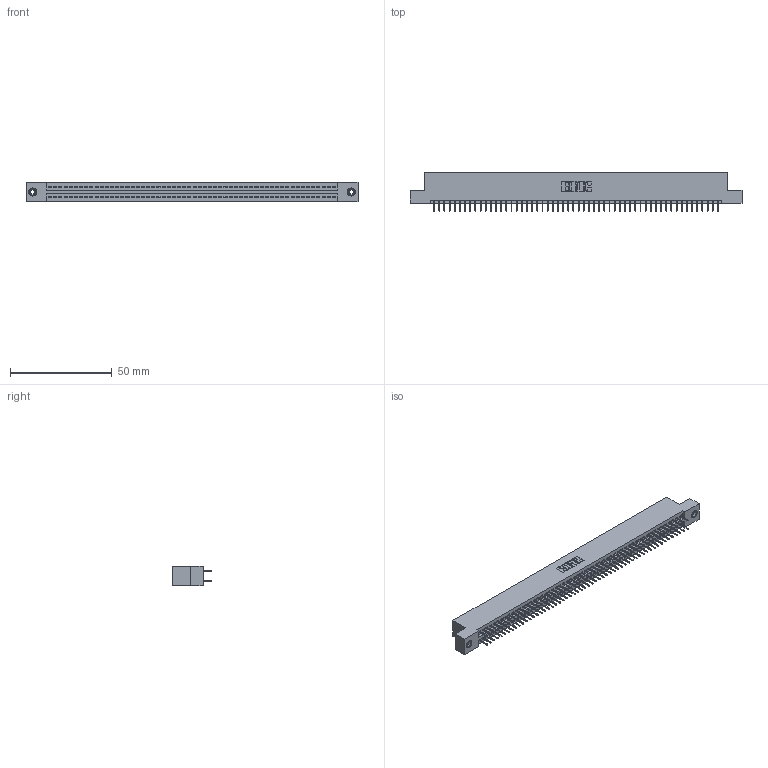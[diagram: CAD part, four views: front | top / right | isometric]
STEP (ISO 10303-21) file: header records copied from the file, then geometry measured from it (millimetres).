
FILE_DESCRIPTION (( 'STEP AP203' ), '1' );
FILE_NAME ('345-112-524-208.STEP', '2019-11-04T20:57:25', ( '' ), ( '' ), 'SwSTEP 2.0', 'SolidWorks 2016', '' );
FILE_SCHEMA (( 'CONFIG_CONTROL_DESIGN' ));
Length unit declared in the file: inch
Products named in the file (4): 345 Part_Flush Mounting Lugs - 0.156 Dia-TI; 345-292-001_345-293-124; 345-250-001_345-250-003-102; 345-112-524-208
Assembly tree (115 placements, depth 2):
  345-112-524-208
    345 Part_Flush Mounting Lugs - 0.156 Dia-TI
    345-292-001_345-293-124  x112
    345-250-001_345-250-003-102  x2
Bounding box: 163.45 x 19.35 x 9.4 mm (x, y, z)
Volume: 15831.5 mm3; surface area: 23238.8 mm2
Topology: 115 solids, 115 shells, 6234 faces, 17613 edges, 11286 vertices
Faces by surface type: plane 4480, cylinder 1738, cone 12, torus 4
Entity records: 43314 total; most frequent: CARTESIAN_POINT 7227, ORIENTED_EDGE 7154, DIRECTION 6383, EDGE_CURVE 3577, VECTOR 3205, LINE 3205, VERTEX_POINT 2376, AXIS2_PLACEMENT_3D 1589
